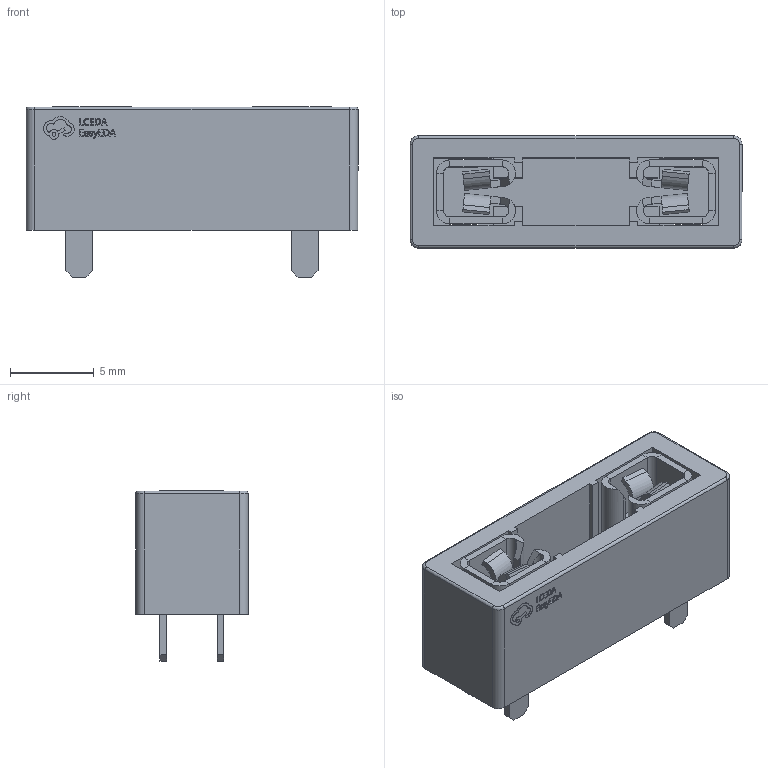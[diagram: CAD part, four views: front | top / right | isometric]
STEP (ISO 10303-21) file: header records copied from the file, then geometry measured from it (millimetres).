
FILE_DESCRIPTION (( 'STEP AP214' ), '1' );
FILE_NAME ('FUSE-TH_XF-508P-A-B.STEP', '2024-01-30T14:01:16', ( '' ), ( '' ), 'SwSTEP 2.0', 'SolidWorks 2020', '' );
FILE_SCHEMA (( 'AUTOMOTIVE_DESIGN' ));
Length unit declared in the file: millimetre
Products named in the file (1): FUSE-TH_XF-508P-A-B
Bounding box: 19.81 x 6.71 x 10.16 mm (x, y, z)
Volume: 635.3 mm3; surface area: 1440.2 mm2
Topology: 3 solids, 3 shells, 465 faces, 1230 edges, 788 vertices
Faces by surface type: plane 321, bspline 98, cylinder 42, torus 4
Entity records: 19839 total; most frequent: CARTESIAN_POINT 3814, ORIENTED_EDGE 2460, DIRECTION 1846, EDGE_CURVE 1230, LINE 934, VECTOR 934, VERTEX_POINT 788, EDGE_LOOP 490
